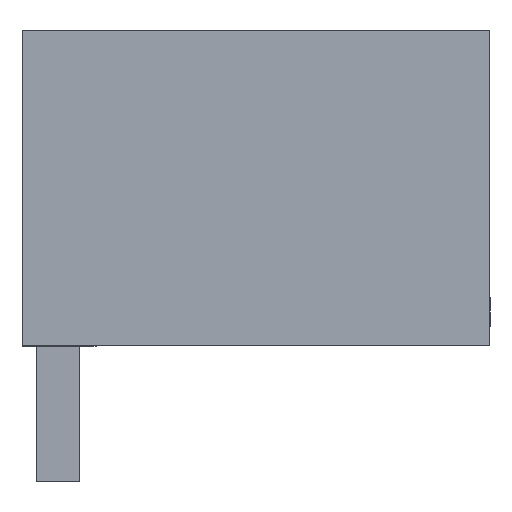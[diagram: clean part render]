
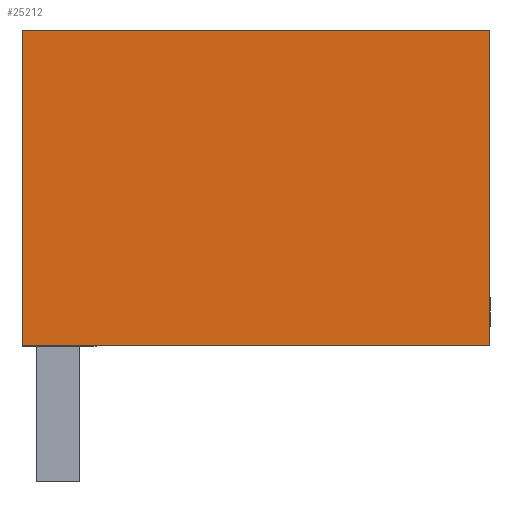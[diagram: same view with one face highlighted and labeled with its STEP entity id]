
A CAD part, left-side view. The second image highlights one B-rep face of the part: STEP entity #25212.
In plain terms, the highlighted planar face has unit normal (-1, 0, 0).
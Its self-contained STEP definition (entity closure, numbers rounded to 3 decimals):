
#25199=AXIS2_PLACEMENT_3D('Plane Axis2P3D',#25196,#25197,#25198) ;
#14033=CARTESIAN_POINT('Vertex',(0.,11.05,10.65)) ;
#14036=CARTESIAN_POINT('Line Origine',(0.,5.525,10.65)) ;
#14040=CARTESIAN_POINT('Vertex',(0.,0.,10.65)) ;
#15108=CARTESIAN_POINT('Line Origine',(0.,0.,6.925)) ;
#15112=CARTESIAN_POINT('Vertex',(0.,0.,3.2)) ;
#18130=CARTESIAN_POINT('Vertex',(0.,11.05,3.2)) ;
#18133=CARTESIAN_POINT('Line Origine',(0.,11.05,6.925)) ;
#25196=CARTESIAN_POINT('Axis2P3D Location',(0.,11.05,0.)) ;
#25201=CARTESIAN_POINT('Line Origine',(0.,5.525,3.2)) ;
#14037=DIRECTION('Vector Direction',(0.,-1.,0.)) ;
#15109=DIRECTION('Vector Direction',(0.,0.,1.)) ;
#18134=DIRECTION('Vector Direction',(0.,0.,-1.)) ;
#25197=DIRECTION('Axis2P3D Direction',(-1.,0.,0.)) ;
#25198=DIRECTION('Axis2P3D XDirection',(0.,-1.,0.)) ;
#25202=DIRECTION('Vector Direction',(0.,1.,0.)) ;
#14038=VECTOR('Line Direction',#14037,1.) ;
#15110=VECTOR('Line Direction',#15109,1.) ;
#18135=VECTOR('Line Direction',#18134,1.) ;
#25203=VECTOR('Line Direction',#25202,1.) ;
#25207=ORIENTED_EDGE('',*,*,#18137,.T.) ;
#25208=ORIENTED_EDGE('',*,*,#25205,.T.) ;
#25209=ORIENTED_EDGE('',*,*,#15114,.T.) ;
#25210=ORIENTED_EDGE('',*,*,#14042,.T.) ;
#25212=ADVANCED_FACE('HOUSING',(#25211),#25200,.T.) ;
#14042=EDGE_CURVE('',#14041,#14034,#14039,.F.) ;
#15114=EDGE_CURVE('',#15113,#14041,#15111,.T.) ;
#18137=EDGE_CURVE('',#14034,#18131,#18136,.T.) ;
#25205=EDGE_CURVE('',#18131,#15113,#25204,.F.) ;
#25206=EDGE_LOOP('',(#25207,#25208,#25209,#25210)) ;
#25211=FACE_OUTER_BOUND('',#25206,.T.) ;
#14039=LINE('Line',#14036,#14038) ;
#15111=LINE('Line',#15108,#15110) ;
#18136=LINE('Line',#18133,#18135) ;
#25204=LINE('Line',#25201,#25203) ;
#25200=PLANE('',#25199) ;
#14034=VERTEX_POINT('',#14033) ;
#14041=VERTEX_POINT('',#14040) ;
#15113=VERTEX_POINT('',#15112) ;
#18131=VERTEX_POINT('',#18130) ;
